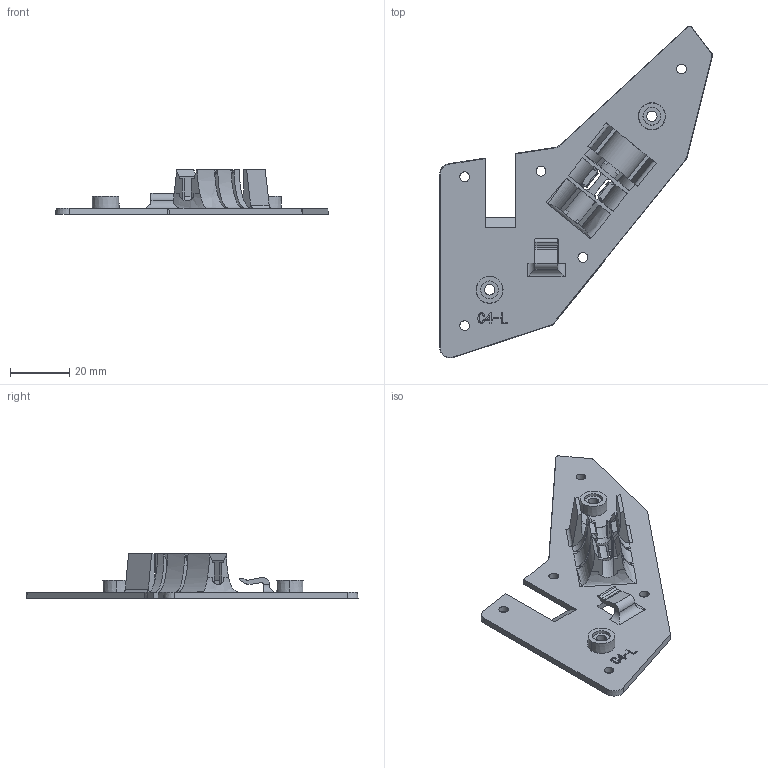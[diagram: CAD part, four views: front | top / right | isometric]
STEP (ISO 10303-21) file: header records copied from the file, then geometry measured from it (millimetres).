
FILE_DESCRIPTION (( 'STEP AP214' ), '1' );
FILE_NAME ('BotAb_R_base.STEP', '2017-08-15T08:05:16', ( '' ), ( '' ), 'SwSTEP 2.0', 'SolidWorks 2016', '' );
FILE_SCHEMA (( 'AUTOMOTIVE_DESIGN' ));
Length unit declared in the file: millimetre
Products named in the file (1): BotAb_R_base
Bounding box: 92.06 x 112.05 x 15.03 mm (x, y, z)
Volume: 11995.9 mm3; surface area: 12636.9 mm2
Topology: 1 solids, 1 shells, 233 faces, 648 edges, 428 vertices
Faces by surface type: plane 152, cylinder 43, cone 23, bspline 15
Entity records: 9923 total; most frequent: CARTESIAN_POINT 2657, ORIENTED_EDGE 1294, DIRECTION 1114, EDGE_CURVE 647, VECTOR 448, LINE 448, VERTEX_POINT 428, AXIS2_PLACEMENT_3D 333
